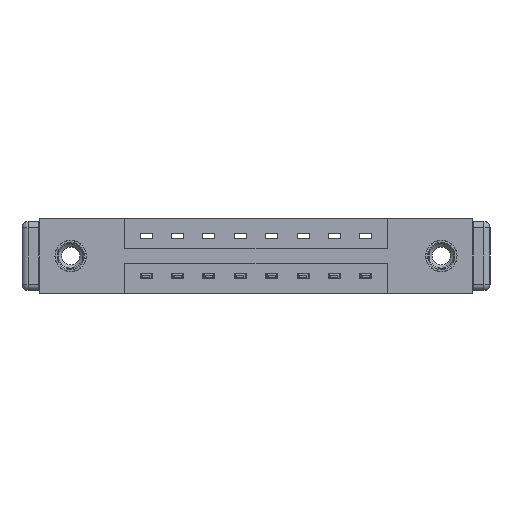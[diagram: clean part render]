
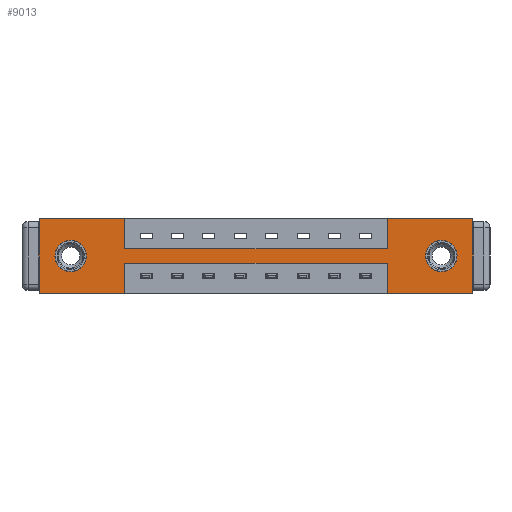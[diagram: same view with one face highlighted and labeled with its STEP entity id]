
A CAD part, front view. The second image highlights one B-rep face of the part: STEP entity #9013.
In plain terms, the highlighted planar face has unit normal (0, -1, 0).
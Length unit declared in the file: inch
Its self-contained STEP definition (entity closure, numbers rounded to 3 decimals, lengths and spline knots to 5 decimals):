
#56 = ORIENTED_EDGE ( 'NONE', *, *, #12181, .F. ) ;
#124 = VECTOR ( 'NONE', #9202, 39.37008 ) ;
#248 = CARTESIAN_POINT ( 'NONE',  ( 0., 0., -0.37 ) ) ;
#325 = VERTEX_POINT ( 'NONE', #2058 ) ;
#326 = EDGE_CURVE ( 'NONE', #6975, #10873, #3744, .T. ) ;
#455 = VECTOR ( 'NONE', #8558, 39.37008 ) ;
#467 = CIRCLE ( 'NONE', #8272, 0.078 ) ;
#486 = CARTESIAN_POINT ( 'NONE',  ( 0.425, 0., -0.15 ) ) ;
#499 = CARTESIAN_POINT ( 'NONE',  ( 0.155, 0., -0.185 ) ) ;
#548 = ORIENTED_EDGE ( 'NONE', *, *, #11726, .F. ) ;
#573 = CIRCLE ( 'NONE', #8084, 0.078 ) ;
#739 = CARTESIAN_POINT ( 'NONE',  ( 1.729, 0., -0.22 ) ) ;
#800 = ORIENTED_EDGE ( 'NONE', *, *, #5841, .F. ) ;
#857 = VECTOR ( 'NONE', #5650, 39.37008 ) ;
#916 = VERTEX_POINT ( 'NONE', #6867 ) ;
#989 = EDGE_LOOP ( 'NONE', ( #4078, #548, #7727, #1728, #5721, #56, #9538, #4874, #800, #8156, #2243, #10170 ) ) ;
#1375 = CARTESIAN_POINT ( 'NONE',  ( 1.999, 0., -0.107 ) ) ;
#1412 = CIRCLE ( 'NONE', #4056, 0.078 ) ;
#1610 = ORIENTED_EDGE ( 'NONE', *, *, #1978, .T. ) ;
#1728 = ORIENTED_EDGE ( 'NONE', *, *, #5658, .F. ) ;
#1883 = EDGE_CURVE ( 'NONE', #9006, #11569, #12271, .T. ) ;
#1978 = EDGE_CURVE ( 'NONE', #325, #7905, #573, .T. ) ;
#2058 = CARTESIAN_POINT ( 'NONE',  ( 0.155, 0., -0.107 ) ) ;
#2186 = CARTESIAN_POINT ( 'NONE',  ( 2.154, 0., 0. ) ) ;
#2243 = ORIENTED_EDGE ( 'NONE', *, *, #8567, .F. ) ;
#2379 = DIRECTION ( 'NONE',  ( 0., 0., 1. ) ) ;
#2413 = ORIENTED_EDGE ( 'NONE', *, *, #326, .T. ) ;
#2683 = CARTESIAN_POINT ( 'NONE',  ( 0.425, 0., -0.22 ) ) ;
#2745 = DIRECTION ( 'NONE',  ( 0., 0., 1. ) ) ;
#2780 = EDGE_LOOP ( 'NONE', ( #1610, #4817 ) ) ;
#2988 = CARTESIAN_POINT ( 'NONE',  ( 0.425, 0., 0. ) ) ;
#3007 = DIRECTION ( 'NONE',  ( 0., 1., 0. ) ) ;
#3098 = LINE ( 'NONE', #5612, #455 ) ;
#3392 = EDGE_LOOP ( 'NONE', ( #2413, #5580 ) ) ;
#3714 = VECTOR ( 'NONE', #8141, 39.37008 ) ;
#3744 = CIRCLE ( 'NONE', #5551, 0.078 ) ;
#3798 = CARTESIAN_POINT ( 'NONE',  ( 0., 0., 0. ) ) ;
#3885 = EDGE_CURVE ( 'NONE', #10873, #6975, #1412, .T. ) ;
#3933 = CARTESIAN_POINT ( 'NONE',  ( 0., 0., 0. ) ) ;
#4013 = LINE ( 'NONE', #2186, #6400 ) ;
#4031 = CARTESIAN_POINT ( 'NONE',  ( 0.425, 0., -0.37 ) ) ;
#4034 = DIRECTION ( 'NONE',  ( 0., 0., -1. ) ) ;
#4056 = AXIS2_PLACEMENT_3D ( 'NONE', #5212, #8236, #10268 ) ;
#4078 = ORIENTED_EDGE ( 'NONE', *, *, #5426, .F. ) ;
#4094 = CARTESIAN_POINT ( 'NONE',  ( 1.999, 0., -0.185 ) ) ;
#4174 = DIRECTION ( 'NONE',  ( -1., 0., 0. ) ) ;
#4220 = CARTESIAN_POINT ( 'NONE',  ( 1.729, 0., 0. ) ) ;
#4233 = EDGE_CURVE ( 'NONE', #6323, #7237, #8179, .T. ) ;
#4393 = CARTESIAN_POINT ( 'NONE',  ( 0.155, 0., -0.263 ) ) ;
#4572 = LINE ( 'NONE', #6432, #10834 ) ;
#4726 = VECTOR ( 'NONE', #4174, 39.37008 ) ;
#4817 = ORIENTED_EDGE ( 'NONE', *, *, #5019, .T. ) ;
#4852 = CARTESIAN_POINT ( 'NONE',  ( 0.155, 0., -0.185 ) ) ;
#4874 = ORIENTED_EDGE ( 'NONE', *, *, #7208, .F. ) ;
#5019 = EDGE_CURVE ( 'NONE', #7905, #325, #467, .T. ) ;
#5022 = DIRECTION ( 'NONE',  ( 1., 0., 0. ) ) ;
#5097 = CARTESIAN_POINT ( 'NONE',  ( 0.425, 0., 0. ) ) ;
#5159 = CARTESIAN_POINT ( 'NONE',  ( 0., 0., -0.37 ) ) ;
#5212 = CARTESIAN_POINT ( 'NONE',  ( 1.999, 0., -0.185 ) ) ;
#5260 = DIRECTION ( 'NONE',  ( 0., 0., -1. ) ) ;
#5426 = EDGE_CURVE ( 'NONE', #6509, #6323, #12308, .T. ) ;
#5537 = DIRECTION ( 'NONE',  ( 0., 0., 1. ) ) ;
#5550 = VERTEX_POINT ( 'NONE', #11360 ) ;
#5551 = AXIS2_PLACEMENT_3D ( 'NONE', #4094, #3007, #11091 ) ;
#5580 = ORIENTED_EDGE ( 'NONE', *, *, #3885, .T. ) ;
#5612 = CARTESIAN_POINT ( 'NONE',  ( 0., 0., -0.37 ) ) ;
#5650 = DIRECTION ( 'NONE',  ( 0., 0., 1. ) ) ;
#5658 = EDGE_CURVE ( 'NONE', #12055, #916, #3098, .T. ) ;
#5721 = ORIENTED_EDGE ( 'NONE', *, *, #7567, .F. ) ;
#5841 = EDGE_CURVE ( 'NONE', #11569, #9158, #12786, .T. ) ;
#6151 = CARTESIAN_POINT ( 'NONE',  ( 0.425, 0., -0.37 ) ) ;
#6194 = DIRECTION ( 'NONE',  ( 0., -1., 0. ) ) ;
#6300 = EDGE_CURVE ( 'NONE', #916, #9785, #11076, .T. ) ;
#6323 = VERTEX_POINT ( 'NONE', #6151 ) ;
#6400 = VECTOR ( 'NONE', #5260, 39.37008 ) ;
#6412 = LINE ( 'NONE', #6811, #3714 ) ;
#6416 = VECTOR ( 'NONE', #12553, 39.37008 ) ;
#6432 = CARTESIAN_POINT ( 'NONE',  ( 1.729, 0., 0. ) ) ;
#6509 = VERTEX_POINT ( 'NONE', #2683 ) ;
#6811 = CARTESIAN_POINT ( 'NONE',  ( 0.425, 0., -0.15 ) ) ;
#6867 = CARTESIAN_POINT ( 'NONE',  ( 1.729, 0., -0.37 ) ) ;
#6915 = VECTOR ( 'NONE', #4034, 39.37008 ) ;
#6975 = VERTEX_POINT ( 'NONE', #1375 ) ;
#7122 = VERTEX_POINT ( 'NONE', #4220 ) ;
#7199 = PLANE ( 'NONE',  #11796 ) ;
#7208 = EDGE_CURVE ( 'NONE', #9158, #5550, #6412, .T. ) ;
#7237 = VERTEX_POINT ( 'NONE', #248 ) ;
#7289 = DIRECTION ( 'NONE',  ( 0., 0., -1. ) ) ;
#7567 = EDGE_CURVE ( 'NONE', #8260, #12055, #4013, .T. ) ;
#7727 = ORIENTED_EDGE ( 'NONE', *, *, #6300, .F. ) ;
#7788 = CARTESIAN_POINT ( 'NONE',  ( 1.729, 0., -0.37 ) ) ;
#7905 = VERTEX_POINT ( 'NONE', #4393 ) ;
#7971 = LINE ( 'NONE', #3933, #10765 ) ;
#8084 = AXIS2_PLACEMENT_3D ( 'NONE', #4852, #11838, #8964 ) ;
#8141 = DIRECTION ( 'NONE',  ( 1., 0., 0. ) ) ;
#8156 = ORIENTED_EDGE ( 'NONE', *, *, #1883, .F. ) ;
#8179 = LINE ( 'NONE', #5159, #4726 ) ;
#8236 = DIRECTION ( 'NONE',  ( 0., 1., 0. ) ) ;
#8260 = VERTEX_POINT ( 'NONE', #10816 ) ;
#8272 = AXIS2_PLACEMENT_3D ( 'NONE', #499, #10679, #5537 ) ;
#8283 = CARTESIAN_POINT ( 'NONE',  ( 0., 0., 0. ) ) ;
#8402 = LINE ( 'NONE', #3798, #857 ) ;
#8558 = DIRECTION ( 'NONE',  ( -1., 0., 0. ) ) ;
#8567 = EDGE_CURVE ( 'NONE', #7237, #9006, #8402, .T. ) ;
#8964 = DIRECTION ( 'NONE',  ( 0., 0., 1. ) ) ;
#8995 = FACE_BOUND ( 'NONE', #2780, .T. ) ;
#9006 = VERTEX_POINT ( 'NONE', #8283 ) ;
#9013 = ADVANCED_FACE ( 'NONE', ( #11601, #8995, #12213 ), #7199, .T. ) ;
#9158 = VERTEX_POINT ( 'NONE', #486 ) ;
#9202 = DIRECTION ( 'NONE',  ( 0., 0., -1. ) ) ;
#9220 = VECTOR ( 'NONE', #2745, 39.37008 ) ;
#9239 = CARTESIAN_POINT ( 'NONE',  ( 1.999, 0., -0.263 ) ) ;
#9538 = ORIENTED_EDGE ( 'NONE', *, *, #9695, .F. ) ;
#9670 = VECTOR ( 'NONE', #10479, 39.37008 ) ;
#9695 = EDGE_CURVE ( 'NONE', #5550, #7122, #4572, .T. ) ;
#9785 = VERTEX_POINT ( 'NONE', #739 ) ;
#10170 = ORIENTED_EDGE ( 'NONE', *, *, #4233, .F. ) ;
#10268 = DIRECTION ( 'NONE',  ( 0., 0., -1. ) ) ;
#10310 = CARTESIAN_POINT ( 'NONE',  ( 0., 0., 0. ) ) ;
#10479 = DIRECTION ( 'NONE',  ( 1., 0., 0. ) ) ;
#10679 = DIRECTION ( 'NONE',  ( 0., 1., 0. ) ) ;
#10765 = VECTOR ( 'NONE', #5022, 39.37008 ) ;
#10816 = CARTESIAN_POINT ( 'NONE',  ( 2.154, 0., 0. ) ) ;
#10834 = VECTOR ( 'NONE', #2379, 39.37008 ) ;
#10873 = VERTEX_POINT ( 'NONE', #9239 ) ;
#11076 = LINE ( 'NONE', #7788, #9220 ) ;
#11091 = DIRECTION ( 'NONE',  ( 0., 0., -1. ) ) ;
#11182 = CARTESIAN_POINT ( 'NONE',  ( 0., 0., -0.37 ) ) ;
#11240 = CARTESIAN_POINT ( 'NONE',  ( 2.154, 0., -0.37 ) ) ;
#11360 = CARTESIAN_POINT ( 'NONE',  ( 1.729, 0., -0.15 ) ) ;
#11442 = CARTESIAN_POINT ( 'NONE',  ( 0.425, 0., -0.22 ) ) ;
#11569 = VERTEX_POINT ( 'NONE', #5097 ) ;
#11601 = FACE_BOUND ( 'NONE', #3392, .T. ) ;
#11726 = EDGE_CURVE ( 'NONE', #9785, #6509, #12290, .T. ) ;
#11796 = AXIS2_PLACEMENT_3D ( 'NONE', #11182, #6194, #7289 ) ;
#11838 = DIRECTION ( 'NONE',  ( 0., 1., 0. ) ) ;
#12055 = VERTEX_POINT ( 'NONE', #11240 ) ;
#12181 = EDGE_CURVE ( 'NONE', #7122, #8260, #7971, .T. ) ;
#12213 = FACE_OUTER_BOUND ( 'NONE', #989, .T. ) ;
#12271 = LINE ( 'NONE', #10310, #9670 ) ;
#12290 = LINE ( 'NONE', #11442, #6416 ) ;
#12308 = LINE ( 'NONE', #4031, #124 ) ;
#12553 = DIRECTION ( 'NONE',  ( -1., 0., 0. ) ) ;
#12786 = LINE ( 'NONE', #2988, #6915 ) ;
